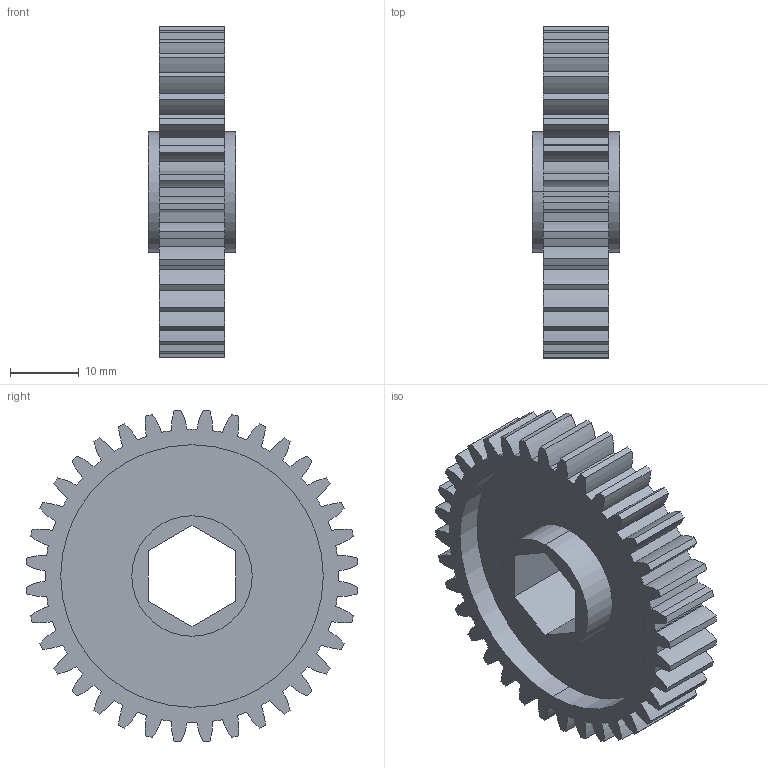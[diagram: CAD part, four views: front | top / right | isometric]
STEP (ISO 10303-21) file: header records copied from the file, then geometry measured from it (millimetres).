
FILE_DESCRIPTION (( 'STEP AP214' ), '1' );
FILE_NAME ('am-3816 36T 20DP 500hex 375 FW.STEP', '2017-11-09T01:28:42', ( '' ), ( '' ), 'SwSTEP 2.0', 'SolidWorks 2017', '' );
FILE_SCHEMA (( 'AUTOMOTIVE_DESIGN' ));
Length unit declared in the file: inch
Products named in the file (2): am-3816 36T 20DP 500hex 375 FW
Bounding box: 12.7 x 48.15 x 48.15 mm (x, y, z)
Volume: 8017.2 mm3; surface area: 7736.4 mm2
Topology: 1 solids, 1 shells, 169 faces, 489 edges, 326 vertices
Faces by surface type: cylinder 157, plane 12
Entity records: 7818 total; most frequent: DIRECTION 1145, CARTESIAN_POINT 986, ORIENTED_EDGE 978, EDGE_CURVE 489, AXIS2_PLACEMENT_3D 485, VERTEX_POINT 326, CIRCLE 314, VECTOR 175
